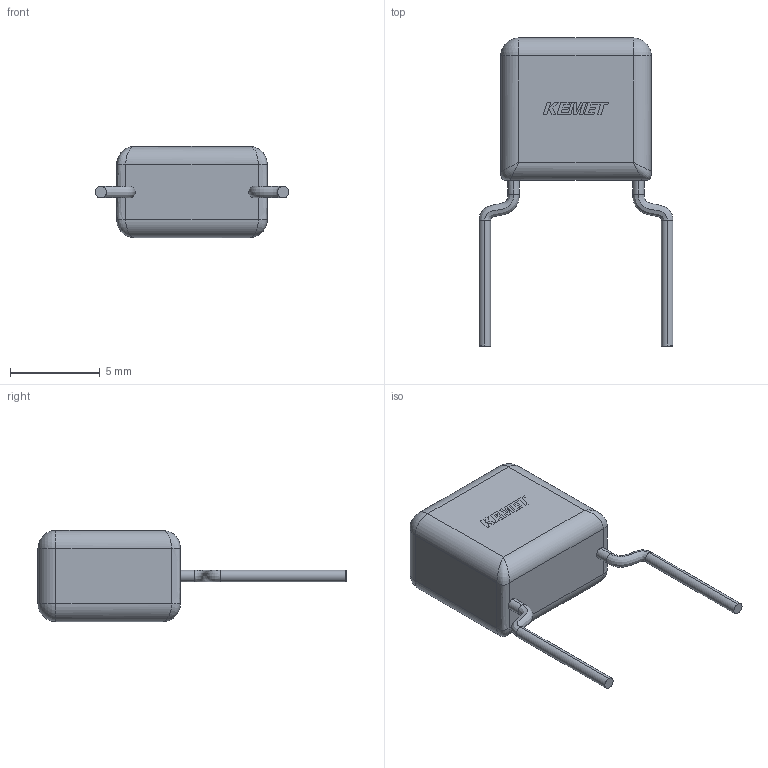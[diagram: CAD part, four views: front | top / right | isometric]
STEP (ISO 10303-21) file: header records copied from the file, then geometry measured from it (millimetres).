
FILE_DESCRIPTION (( 'STEP AP214' ), '1' );
FILE_NAME ('CCR_SB_8.38X10.16_L8.38H10.16T5.08S10.16LL7F0.64.STEP', '2018-07-16T14:49:05', ( '' ), ( '' ), 'SwSTEP 2.0', 'SolidWorks 2014', '' );
FILE_SCHEMA (( 'AUTOMOTIVE_DESIGN' ));
Length unit declared in the file: millimetre
Products named in the file (1): CCR_SB_8.38X10.16_L8.38H10.16T5.08S10.16LL7F0.64
Bounding box: 10.8 x 17.16 x 5.08 mm (x, y, z)
Volume: 329.1 mm3; surface area: 308.2 mm2
Topology: 4 solids, 4 shells, 99 faces, 245 edges, 146 vertices
Faces by surface type: plane 67, bspline 14, cylinder 14, sphere 4
Entity records: 6409 total; most frequent: CARTESIAN_POINT 3227, ORIENTED_EDGE 474, DIRECTION 417, EDGE_CURVE 237, VECTOR 181, LINE 181, VERTEX_POINT 146, AXIS2_PLACEMENT_3D 118
